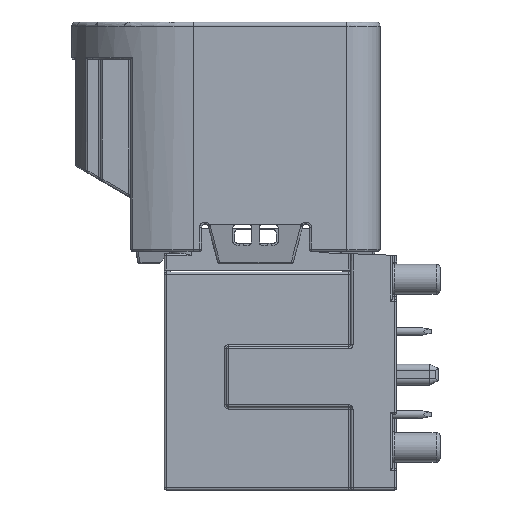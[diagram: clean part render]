
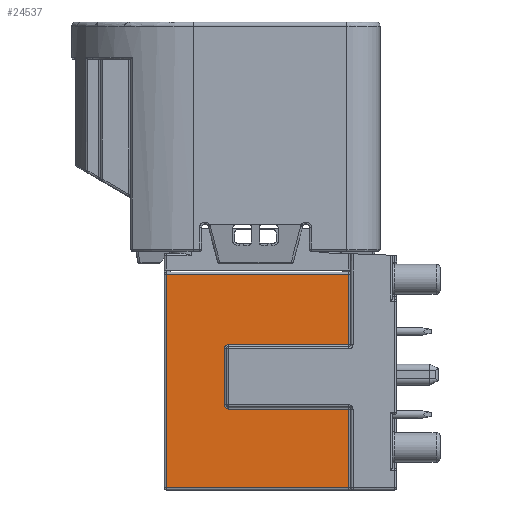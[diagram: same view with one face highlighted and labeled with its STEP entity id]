
A CAD part, left-side view. The second image highlights one B-rep face of the part: STEP entity #24537.
In plain terms, the highlighted planar face has unit normal (-1, 0, 0).
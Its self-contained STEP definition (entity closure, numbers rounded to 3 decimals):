
#131 = CARTESIAN_POINT ( 'NONE',  ( -4.65, 2.3, -5.8 ) ) ;
#343 = VERTEX_POINT ( 'NONE', #21394 ) ;
#824 = LINE ( 'NONE', #26605, #8277 ) ;
#2479 = VECTOR ( 'NONE', #31265, 1000. ) ;
#2921 = EDGE_CURVE ( 'NONE', #5511, #39948, #25598, .T. ) ;
#4270 = CARTESIAN_POINT ( 'NONE',  ( -4.65, 8.3, -5.9 ) ) ;
#4394 = EDGE_CURVE ( 'NONE', #21518, #5511, #4509, .T. ) ;
#4509 =( BOUNDED_CURVE ( )  B_SPLINE_CURVE ( 3, ( #10906, #36502, #26763, #23939 ),
 .UNSPECIFIED., .F., .F. ) 
 B_SPLINE_CURVE_WITH_KNOTS ( ( 4, 4 ),
 ( 0., 1. ),
 .UNSPECIFIED. ) 
 CURVE ( )  GEOMETRIC_REPRESENTATION_ITEM ( )  RATIONAL_B_SPLINE_CURVE ( ( 1., 0.805, 0.805, 1. ) ) 
 REPRESENTATION_ITEM ( '' )  );
#5511 = VERTEX_POINT ( 'NONE', #38734 ) ;
#6210 = CARTESIAN_POINT ( 'NONE',  ( -4.65, 8.3, -8.7 ) ) ;
#6266 = CARTESIAN_POINT ( 'NONE',  ( -4.65, 8.1, -5.8 ) ) ;
#6611 = CARTESIAN_POINT ( 'NONE',  ( -4.65, 8.3, -6. ) ) ;
#7408 = LINE ( 'NONE', #10461, #22832 ) ;
#7817 = EDGE_CURVE ( 'NONE', #37073, #18524, #12754, .T. ) ;
#8193 = CARTESIAN_POINT ( 'NONE',  ( -4.65, 11.1, -2.4 ) ) ;
#8277 = VECTOR ( 'NONE', #12093, 1000. ) ;
#8873 = ORIENTED_EDGE ( 'NONE', *, *, #7817, .F. ) ;
#9335 = CARTESIAN_POINT ( 'NONE',  ( -4.65, 2.3, -8.9 ) ) ;
#9420 = CARTESIAN_POINT ( 'NONE',  ( -4.65, 2.3, -5.9 ) ) ;
#9494 = VECTOR ( 'NONE', #22690, 1000. ) ;
#10284 = VECTOR ( 'NONE', #37439, 1000. ) ;
#10326 = CARTESIAN_POINT ( 'NONE',  ( -4.65, 8.3, -6. ) ) ;
#10383 = DIRECTION ( 'NONE',  ( 0., 0., -1. ) ) ;
#10461 = CARTESIAN_POINT ( 'NONE',  ( -4.65, 11.2, -2.4 ) ) ;
#10906 = CARTESIAN_POINT ( 'NONE',  ( -4.65, 8.3, -8.7 ) ) ;
#12093 = DIRECTION ( 'NONE',  ( 0., 0., 1. ) ) ;
#12754 = LINE ( 'NONE', #15436, #10284 ) ;
#13102 = CARTESIAN_POINT ( 'NONE',  ( -4.65, 11.2, -12.7 ) ) ;
#13416 = ORIENTED_EDGE ( 'NONE', *, *, #24419, .F. ) ;
#13536 = CARTESIAN_POINT ( 'NONE',  ( -4.65, 8.1, -5.8 ) ) ;
#14271 = ORIENTED_EDGE ( 'NONE', *, *, #17303, .F. ) ;
#15436 = CARTESIAN_POINT ( 'NONE',  ( -4.65, 2.3, -5.9 ) ) ;
#16146 = VECTOR ( 'NONE', #30298, 1000. ) ;
#16725 = CARTESIAN_POINT ( 'NONE',  ( -4.65, 8.217, -5.8 ) ) ;
#16815 = ORIENTED_EDGE ( 'NONE', *, *, #23115, .F. ) ;
#17303 = EDGE_CURVE ( 'NONE', #39948, #343, #19845, .T. ) ;
#18413 = LINE ( 'NONE', #13102, #9494 ) ;
#18524 = VERTEX_POINT ( 'NONE', #131 ) ;
#19121 = FACE_OUTER_BOUND ( 'NONE', #23672, .T. ) ;
#19845 = LINE ( 'NONE', #9420, #29339 ) ;
#19914 = CARTESIAN_POINT ( 'NONE',  ( -4.65, 11.2, -5.9 ) ) ;
#20062 = PLANE ( 'NONE',  #24461 ) ;
#21394 = CARTESIAN_POINT ( 'NONE',  ( -4.65, 2.3, -12.7 ) ) ;
#21403 = LINE ( 'NONE', #4270, #37405 ) ;
#21518 = VERTEX_POINT ( 'NONE', #6210 ) ;
#22352 = LINE ( 'NONE', #25296, #2479 ) ;
#22575 = CARTESIAN_POINT ( 'NONE',  ( -4.65, 8.3, -5.883 ) ) ;
#22690 = DIRECTION ( 'NONE',  ( 0., 1., 0. ) ) ;
#22832 = VECTOR ( 'NONE', #35780, 1000. ) ;
#23115 = EDGE_CURVE ( 'NONE', #25659, #38937, #824, .T. ) ;
#23672 = EDGE_LOOP ( 'NONE', ( #16815, #35128, #14271, #37682, #28107, #38073, #13416, #38700, #8873, #29503 ) ) ;
#23890 = CARTESIAN_POINT ( 'NONE',  ( -4.65, 11.2, -8.9 ) ) ;
#23939 = CARTESIAN_POINT ( 'NONE',  ( -4.65, 8.1, -8.9 ) ) ;
#24213 = DIRECTION ( 'NONE',  ( 1., 0., 0. ) ) ;
#24419 = EDGE_CURVE ( 'NONE', #28751, #38388, #28440, .T. ) ;
#24461 = AXIS2_PLACEMENT_3D ( 'NONE', #19914, #24213, #33690 ) ;
#24537 = ADVANCED_FACE ( 'NONE', ( #19121 ), #20062, .F. ) ;
#25296 = CARTESIAN_POINT ( 'NONE',  ( -4.65, 11.2, -5.8 ) ) ;
#25563 = CARTESIAN_POINT ( 'NONE',  ( -4.65, 11.1, -12.7 ) ) ;
#25598 = LINE ( 'NONE', #23890, #16146 ) ;
#25659 = VERTEX_POINT ( 'NONE', #25563 ) ;
#26605 = CARTESIAN_POINT ( 'NONE',  ( -4.65, 11.1, -5.9 ) ) ;
#26729 = CARTESIAN_POINT ( 'NONE',  ( -4.65, 2.3, -2.4 ) ) ;
#26763 = CARTESIAN_POINT ( 'NONE',  ( -4.65, 8.217, -8.9 ) ) ;
#27125 = EDGE_CURVE ( 'NONE', #38388, #21518, #21403, .T. ) ;
#28107 = ORIENTED_EDGE ( 'NONE', *, *, #4394, .F. ) ;
#28440 =( BOUNDED_CURVE ( )  B_SPLINE_CURVE ( 3, ( #13536, #16725, #22575, #6611 ),
 .UNSPECIFIED., .F., .F. ) 
 B_SPLINE_CURVE_WITH_KNOTS ( ( 4, 4 ),
 ( 0., 1. ),
 .UNSPECIFIED. ) 
 CURVE ( )  GEOMETRIC_REPRESENTATION_ITEM ( )  RATIONAL_B_SPLINE_CURVE ( ( 1., 0.805, 0.805, 1. ) ) 
 REPRESENTATION_ITEM ( '' )  );
#28466 = DIRECTION ( 'NONE',  ( 0., 0., -1. ) ) ;
#28751 = VERTEX_POINT ( 'NONE', #6266 ) ;
#28830 = EDGE_CURVE ( 'NONE', #18524, #28751, #22352, .T. ) ;
#29339 = VECTOR ( 'NONE', #28466, 1000. ) ;
#29503 = ORIENTED_EDGE ( 'NONE', *, *, #29754, .F. ) ;
#29754 = EDGE_CURVE ( 'NONE', #38937, #37073, #7408, .T. ) ;
#29821 = EDGE_CURVE ( 'NONE', #343, #25659, #18413, .T. ) ;
#30298 = DIRECTION ( 'NONE',  ( 0., -1., 0. ) ) ;
#31265 = DIRECTION ( 'NONE',  ( 0., 1., 0. ) ) ;
#33690 = DIRECTION ( 'NONE',  ( 0., 0., -1. ) ) ;
#35128 = ORIENTED_EDGE ( 'NONE', *, *, #29821, .F. ) ;
#35780 = DIRECTION ( 'NONE',  ( 0., -1., 0. ) ) ;
#36502 = CARTESIAN_POINT ( 'NONE',  ( -4.65, 8.3, -8.817 ) ) ;
#37073 = VERTEX_POINT ( 'NONE', #26729 ) ;
#37405 = VECTOR ( 'NONE', #10383, 1000. ) ;
#37439 = DIRECTION ( 'NONE',  ( 0., 0., -1. ) ) ;
#37682 = ORIENTED_EDGE ( 'NONE', *, *, #2921, .F. ) ;
#38073 = ORIENTED_EDGE ( 'NONE', *, *, #27125, .F. ) ;
#38388 = VERTEX_POINT ( 'NONE', #10326 ) ;
#38700 = ORIENTED_EDGE ( 'NONE', *, *, #28830, .F. ) ;
#38734 = CARTESIAN_POINT ( 'NONE',  ( -4.65, 8.1, -8.9 ) ) ;
#38937 = VERTEX_POINT ( 'NONE', #8193 ) ;
#39948 = VERTEX_POINT ( 'NONE', #9335 ) ;
